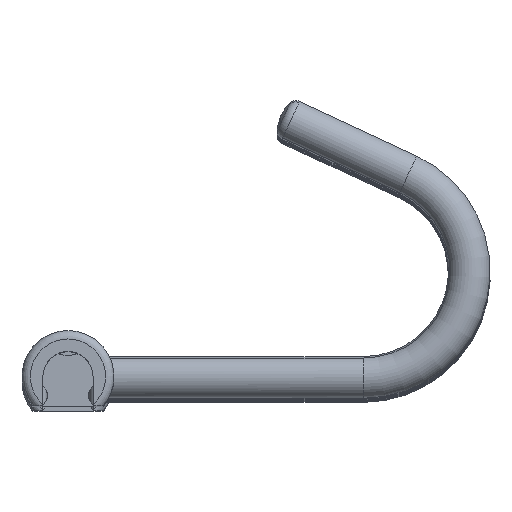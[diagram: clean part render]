
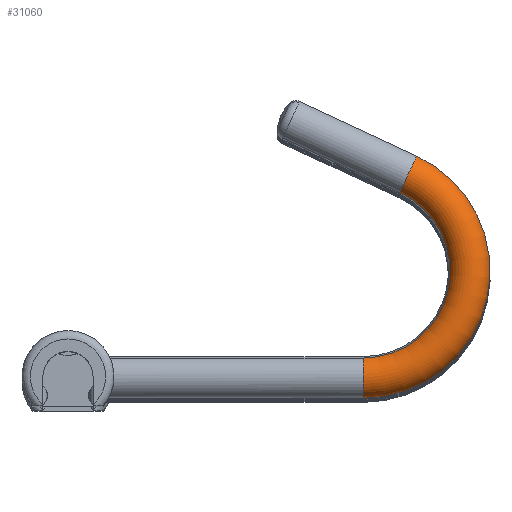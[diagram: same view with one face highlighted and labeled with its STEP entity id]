
A CAD part, top view. The second image highlights one B-rep face of the part: STEP entity #31060.
In plain terms, the highlighted toroidal (fillet/blend) face has major radius 12.702 mm and minor radius 2.5 mm.
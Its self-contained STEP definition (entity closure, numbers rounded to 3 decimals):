
#29140=CARTESIAN_POINT('',(147.686,26.112,
0.933));
#29150=VERTEX_POINT('',#29140);
#29200=CARTESIAN_POINT('',(148.666,28.214,
0.));
#29210=DIRECTION('',(-0.906,0.423,
0.));
#29220=DIRECTION('',(-0.392,-0.841,
0.373));
#29230=AXIS2_PLACEMENT_3D('',#29200,#29210,#29220);
#29240=CIRCLE('',#29230,2.5);
#29250=CARTESIAN_POINT('',(149.646,30.316,
-0.933));
#29260=VERTEX_POINT('',#29250);
#30320=CARTESIAN_POINT('',(148.666,28.214,2.5));
#30330=VERTEX_POINT('',#30320);
#30340=EDGE_CURVE('',#30330,#29260,#29240,.T.);
#30360=EDGE_CURVE('',#29150,#30330,#29240,.T.);
#30680=CARTESIAN_POINT('',(143.298,16.702,
0.));
#30690=DIRECTION('',(0.,0.,1.));
#30700=DIRECTION('',(0.,-1.,0.));
#30710=AXIS2_PLACEMENT_3D('',#30680,#30690,#30700);
#30720=TOROIDAL_SURFACE('',#30710,12.702,2.5);
#30730=ORIENTED_EDGE('',*,*,#30340,.F.);
#30740=CARTESIAN_POINT('',(143.298,16.702,
-0.933));
#30750=DIRECTION('',(0.,0.,1.));
#30760=DIRECTION('',(0.,-1.,0.));
#30770=AXIS2_PLACEMENT_3D('',#30740,#30750,#30760);
#30780=CIRCLE('',#30770,15.021);
#30790=CARTESIAN_POINT('',(143.298,1.681,
-0.933));
#30800=VERTEX_POINT('',#30790);
#30810=EDGE_CURVE('',#30800,#29260,#30780,.T.);
#30820=ORIENTED_EDGE('',*,*,#30810,.T.);
#30830=CARTESIAN_POINT('',(143.298,4.,
0.));
#30840=DIRECTION('',(1.,0.,0.));
#30850=DIRECTION('',(0.,0.928,
0.373));
#30860=AXIS2_PLACEMENT_3D('',#30830,#30840,#30850);
#30870=CIRCLE('',#30860,2.5);
#30880=CARTESIAN_POINT('',(143.298,4.,
2.5));
#30890=VERTEX_POINT('',#30880);
#30900=EDGE_CURVE('',#30890,#30800,#30870,.T.);
#30910=ORIENTED_EDGE('',*,*,#30900,.T.);
#30920=CARTESIAN_POINT('',(143.298,6.319,
0.933));
#30930=VERTEX_POINT('',#30920);
#30940=EDGE_CURVE('',#30930,#30890,#30870,.T.);
#30950=ORIENTED_EDGE('',*,*,#30940,.T.);
#30960=CARTESIAN_POINT('',(143.298,16.702,
0.933));
#30970=DIRECTION('',(0.,0.,1.));
#30980=DIRECTION('',(0.,-1.,0.));
#30990=AXIS2_PLACEMENT_3D('',#30960,#30970,#30980);
#31000=CIRCLE('',#30990,10.383);
#31010=EDGE_CURVE('',#30930,#29150,#31000,.T.);
#31020=ORIENTED_EDGE('',*,*,#31010,.F.);
#31030=ORIENTED_EDGE('',*,*,#30360,.F.);
#31040=EDGE_LOOP('',(#31030,#31020,#30950,#30910,#30820,#30730));
#31050=FACE_OUTER_BOUND('',#31040,.T.);
#31060=ADVANCED_FACE('',(#31050),#30720,.T.);
